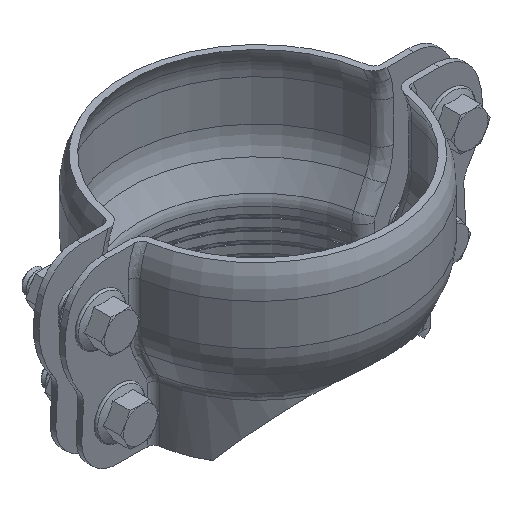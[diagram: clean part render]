
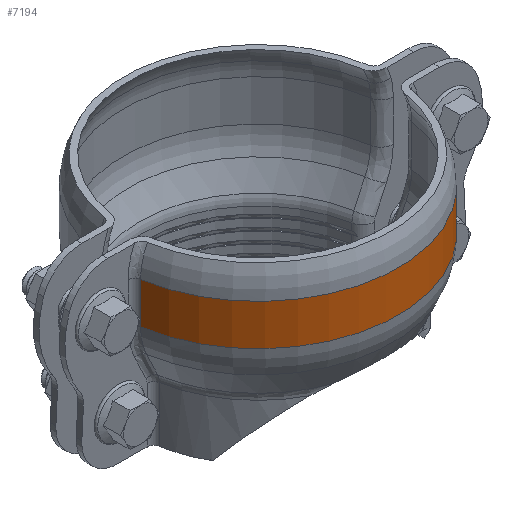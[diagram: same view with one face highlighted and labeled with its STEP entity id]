
A CAD part, isometric view. The second image highlights one B-rep face of the part: STEP entity #7194.
In plain terms, the highlighted cylindrical face has radius 622.5 mm (diameter 1245 mm), a partial arc.
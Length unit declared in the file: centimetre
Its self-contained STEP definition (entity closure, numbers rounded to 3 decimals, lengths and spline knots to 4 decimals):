
#364=CIRCLE('',#7757,62.25);
#365=CIRCLE('',#7759,62.25);
#997=FACE_OUTER_BOUND('',#1481,.T.);
#1481=EDGE_LOOP('',(#5143,#5144,#5145,#5146));
#1964=LINE('',#11990,#2327);
#1970=LINE('',#12183,#2333);
#2327=VECTOR('',#8800,1.);
#2333=VECTOR('',#8834,1.);
#3085=VERTEX_POINT('',#11974);
#3087=VERTEX_POINT('',#11988);
#3099=VERTEX_POINT('',#12165);
#3101=VERTEX_POINT('',#12179);
#3828=EDGE_CURVE('',#3087,#3085,#1964,.T.);
#3852=EDGE_CURVE('',#3099,#3101,#1970,.T.);
#3855=EDGE_CURVE('',#3087,#3101,#364,.T.);
#3856=EDGE_CURVE('',#3085,#3099,#365,.T.);
#5143=ORIENTED_EDGE('',*,*,#3828,.F.);
#5144=ORIENTED_EDGE('',*,*,#3855,.T.);
#5145=ORIENTED_EDGE('',*,*,#3852,.F.);
#5146=ORIENTED_EDGE('',*,*,#3856,.F.);
#7050=CYLINDRICAL_SURFACE('',#7758,62.25);
#7194=ADVANCED_FACE('',(#997),#7050,.T.);
#7757=AXIS2_PLACEMENT_3D('',#12230,#8837,#8838);
#7758=AXIS2_PLACEMENT_3D('',#12231,#8839,#8840);
#7759=AXIS2_PLACEMENT_3D('',#12232,#8841,#8842);
#8800=DIRECTION('',(0.,0.,-1.));
#8834=DIRECTION('',(0.,0.,1.));
#8837=DIRECTION('center_axis',(0.,0.,-1.));
#8838=DIRECTION('ref_axis',(-1.,0.,0.));
#8839=DIRECTION('center_axis',(0.,0.,-1.));
#8840=DIRECTION('ref_axis',(-1.,0.,0.));
#8841=DIRECTION('center_axis',(0.,0.,-1.));
#8842=DIRECTION('ref_axis',(-1.,0.,0.));
#11974=CARTESIAN_POINT('',(61.5146,44.4598,50.1436));
#11988=CARTESIAN_POINT('',(61.5146,44.4598,68.3059));
#11990=CARTESIAN_POINT('',(61.5146,44.4598,59.2247));
#12165=CARTESIAN_POINT('',(-61.5146,44.4598,50.1436));
#12179=CARTESIAN_POINT('',(-61.5146,44.4598,68.3059));
#12183=CARTESIAN_POINT('',(-61.5146,44.4598,59.2247));
#12230=CARTESIAN_POINT('Origin',(0.,54.,68.3059));
#12231=CARTESIAN_POINT('Origin',(0.,54.,59.2247));
#12232=CARTESIAN_POINT('Origin',(0.,54.,50.1436));
